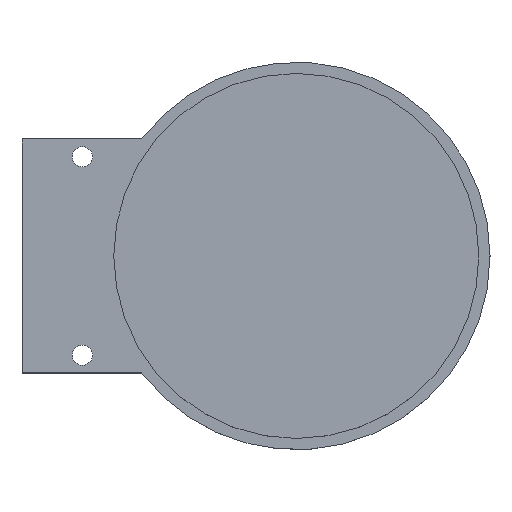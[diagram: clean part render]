
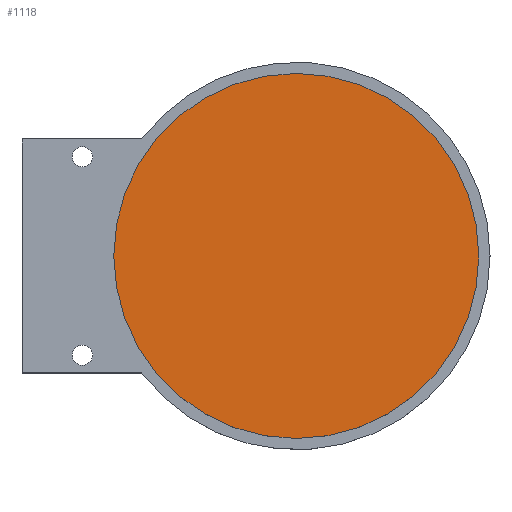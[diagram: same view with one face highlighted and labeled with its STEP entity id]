
A CAD part, top view. The second image highlights one B-rep face of the part: STEP entity #1118.
In plain terms, the highlighted planar face has unit normal (0, 0, 1).
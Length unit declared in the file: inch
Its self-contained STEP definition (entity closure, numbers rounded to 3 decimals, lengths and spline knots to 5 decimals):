
#10 = CARTESIAN_POINT ( 'NONE',  ( 0.702, 0., 0.07 ) ) ;
#233 = EDGE_LOOP ( 'NONE', ( #1776, #1014 ) ) ;
#238 = CARTESIAN_POINT ( 'NONE',  ( 0., 0., 0.07 ) ) ;
#317 = DIRECTION ( 'NONE',  ( 1., 0., 0. ) ) ;
#348 = AXIS2_PLACEMENT_3D ( 'NONE', #819, #535, #317 ) ;
#505 = CARTESIAN_POINT ( 'NONE',  ( -0.702, 0., 0.07 ) ) ;
#535 = DIRECTION ( 'NONE',  ( 0., 0., 1. ) ) ;
#629 = EDGE_CURVE ( 'NONE', #1301, #908, #1003, .T. ) ;
#634 = PLANE ( 'NONE',  #2138 ) ;
#793 = DIRECTION ( 'NONE',  ( 1., 0., 0. ) ) ;
#819 = CARTESIAN_POINT ( 'NONE',  ( 0., 0., 0.07 ) ) ;
#833 = AXIS2_PLACEMENT_3D ( 'NONE', #238, #1096, #985 ) ;
#908 = VERTEX_POINT ( 'NONE', #505 ) ;
#985 = DIRECTION ( 'NONE',  ( 1., 0., 0. ) ) ;
#1003 = CIRCLE ( 'NONE', #833, 0.702 ) ;
#1014 = ORIENTED_EDGE ( 'NONE', *, *, #629, .T. ) ;
#1037 = CIRCLE ( 'NONE', #348, 0.702 ) ;
#1096 = DIRECTION ( 'NONE',  ( 0., 0., 1. ) ) ;
#1118 = ADVANCED_FACE ( 'NONE', ( #1467 ), #634, .T. ) ;
#1301 = VERTEX_POINT ( 'NONE', #10 ) ;
#1438 = CARTESIAN_POINT ( 'NONE',  ( 0., 0., 0.07 ) ) ;
#1467 = FACE_OUTER_BOUND ( 'NONE', #233, .T. ) ;
#1563 = EDGE_CURVE ( 'NONE', #908, #1301, #1037, .T. ) ;
#1776 = ORIENTED_EDGE ( 'NONE', *, *, #1563, .T. ) ;
#2084 = DIRECTION ( 'NONE',  ( 0., 0., 1. ) ) ;
#2138 = AXIS2_PLACEMENT_3D ( 'NONE', #1438, #2084, #793 ) ;
